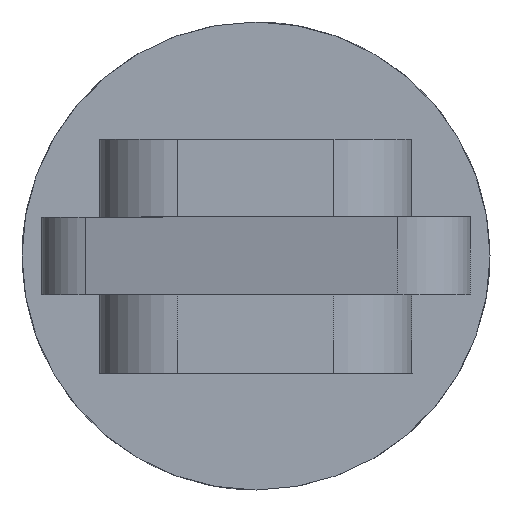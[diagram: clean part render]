
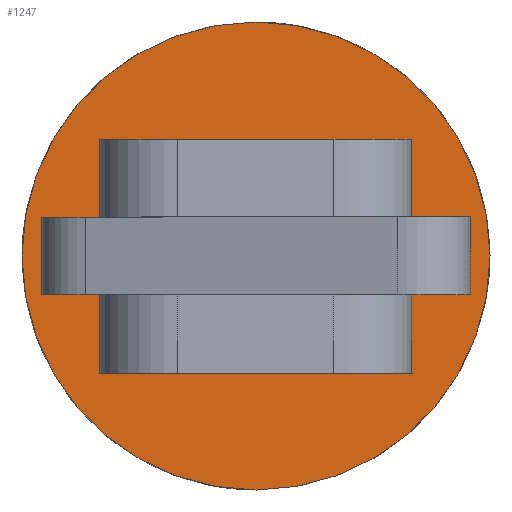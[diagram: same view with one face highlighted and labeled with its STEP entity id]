
A CAD part, front view. The second image highlights one B-rep face of the part: STEP entity #1247.
In plain terms, the highlighted planar face has unit normal (0, -1, 0).
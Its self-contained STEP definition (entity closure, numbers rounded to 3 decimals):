
#14 = CARTESIAN_POINT ( 'NONE',  ( 0., 0., -30. ) ) ;
#62 = EDGE_LOOP ( 'NONE', ( #1316, #260, #314, #569 ) ) ;
#124 = ORIENTED_EDGE ( 'NONE', *, *, #913, .F. ) ;
#139 = EDGE_CURVE ( 'NONE', #534, #1078, #451, .T. ) ;
#149 = DIRECTION ( 'NONE',  ( 0., 0., 1. ) ) ;
#179 = EDGE_CURVE ( 'NONE', #1156, #1179, #1335, .T. ) ;
#182 = AXIS2_PLACEMENT_3D ( 'NONE', #1313, #375, #688 ) ;
#199 = FACE_BOUND ( 'NONE', #62, .T. ) ;
#209 = CARTESIAN_POINT ( 'NONE',  ( 20., 0., 15. ) ) ;
#260 = ORIENTED_EDGE ( 'NONE', *, *, #660, .F. ) ;
#274 = AXIS2_PLACEMENT_3D ( 'NONE', #938, #950, #820 ) ;
#314 = ORIENTED_EDGE ( 'NONE', *, *, #179, .F. ) ;
#328 = LINE ( 'NONE', #965, #1126 ) ;
#336 = VECTOR ( 'NONE', #563, 1000. ) ;
#358 = CARTESIAN_POINT ( 'NONE',  ( 20., 0., -15. ) ) ;
#375 = DIRECTION ( 'NONE',  ( 0., 1., 0. ) ) ;
#410 = CARTESIAN_POINT ( 'NONE',  ( 20., 0., 15. ) ) ;
#451 = CIRCLE ( 'NONE', #274, 30. ) ;
#464 = DIRECTION ( 'NONE',  ( 0., 0., -1. ) ) ;
#534 = VERTEX_POINT ( 'NONE', #599 ) ;
#552 = AXIS2_PLACEMENT_3D ( 'NONE', #727, #1165, #149 ) ;
#563 = DIRECTION ( 'NONE',  ( 0., 0., 1. ) ) ;
#569 = ORIENTED_EDGE ( 'NONE', *, *, #852, .F. ) ;
#582 = CARTESIAN_POINT ( 'NONE',  ( -20., 0., 15. ) ) ;
#599 = CARTESIAN_POINT ( 'NONE',  ( 0., 0., 30. ) ) ;
#634 = CIRCLE ( 'NONE', #182, 30. ) ;
#660 = EDGE_CURVE ( 'NONE', #1179, #1068, #1044, .T. ) ;
#688 = DIRECTION ( 'NONE',  ( 0., 0., 1. ) ) ;
#690 = EDGE_LOOP ( 'NONE', ( #124, #1346 ) ) ;
#727 = CARTESIAN_POINT ( 'NONE',  ( 0., 0., 0. ) ) ;
#738 = VERTEX_POINT ( 'NONE', #1056 ) ;
#768 = DIRECTION ( 'NONE',  ( 1., 0., 0. ) ) ;
#772 = LINE ( 'NONE', #1297, #1310 ) ;
#820 = DIRECTION ( 'NONE',  ( 0., 0., 1. ) ) ;
#852 = EDGE_CURVE ( 'NONE', #738, #1156, #328, .T. ) ;
#883 = VECTOR ( 'NONE', #1141, 1000. ) ;
#913 = EDGE_CURVE ( 'NONE', #1078, #534, #634, .T. ) ;
#938 = CARTESIAN_POINT ( 'NONE',  ( 0., 0., 0. ) ) ;
#950 = DIRECTION ( 'NONE',  ( 0., 1., 0. ) ) ;
#965 = CARTESIAN_POINT ( 'NONE',  ( 20., 0., -15. ) ) ;
#1042 = PLANE ( 'NONE',  #552 ) ;
#1044 = LINE ( 'NONE', #209, #883 ) ;
#1056 = CARTESIAN_POINT ( 'NONE',  ( -20., 0., -15. ) ) ;
#1068 = VERTEX_POINT ( 'NONE', #582 ) ;
#1078 = VERTEX_POINT ( 'NONE', #14 ) ;
#1126 = VECTOR ( 'NONE', #768, 1000. ) ;
#1141 = DIRECTION ( 'NONE',  ( -1., 0., 0. ) ) ;
#1156 = VERTEX_POINT ( 'NONE', #1274 ) ;
#1165 = DIRECTION ( 'NONE',  ( 0., 1., 0. ) ) ;
#1179 = VERTEX_POINT ( 'NONE', #410 ) ;
#1247 = ADVANCED_FACE ( 'NONE', ( #1347, #199 ), #1042, .F. ) ;
#1260 = EDGE_CURVE ( 'NONE', #1068, #738, #772, .T. ) ;
#1274 = CARTESIAN_POINT ( 'NONE',  ( 20., 0., -15. ) ) ;
#1297 = CARTESIAN_POINT ( 'NONE',  ( -20., 0., -15. ) ) ;
#1310 = VECTOR ( 'NONE', #464, 1000. ) ;
#1313 = CARTESIAN_POINT ( 'NONE',  ( 0., 0., 0. ) ) ;
#1316 = ORIENTED_EDGE ( 'NONE', *, *, #1260, .F. ) ;
#1335 = LINE ( 'NONE', #358, #336 ) ;
#1346 = ORIENTED_EDGE ( 'NONE', *, *, #139, .F. ) ;
#1347 = FACE_OUTER_BOUND ( 'NONE', #690, .T. ) ;
